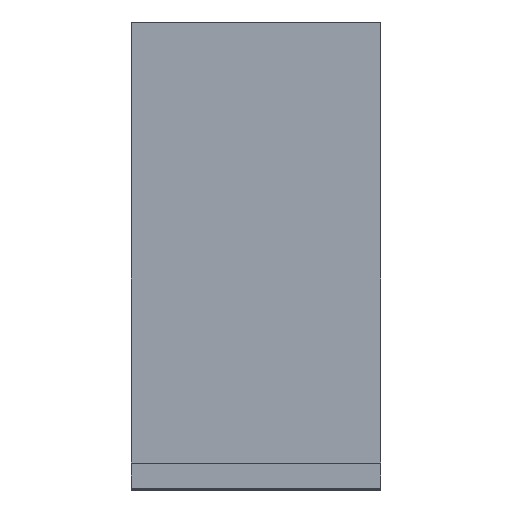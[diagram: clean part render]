
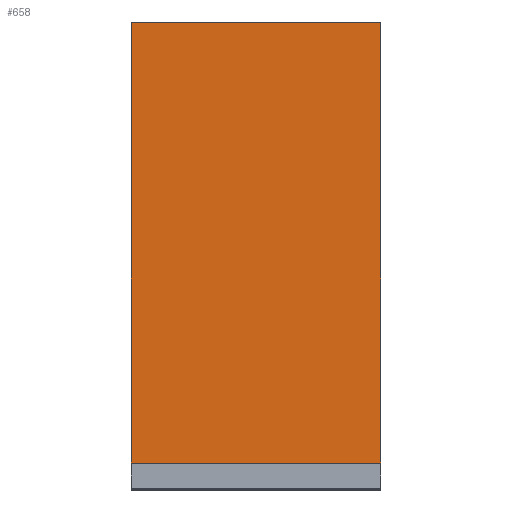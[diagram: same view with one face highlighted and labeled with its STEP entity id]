
A CAD part, top view. The second image highlights one B-rep face of the part: STEP entity #658.
In plain terms, the highlighted planar face has unit normal (0, 0, 1).
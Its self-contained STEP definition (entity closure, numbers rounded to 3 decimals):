
#41=FACE_OUTER_BOUND('',#78,.T.);
#78=EDGE_LOOP('',(#509,#510,#511,#512,#513,#514,#515,#516));
#104=LINE('',#917,#191);
#134=LINE('',#978,#221);
#160=LINE('',#1035,#247);
#161=LINE('',#1037,#248);
#162=LINE('',#1039,#249);
#163=LINE('',#1041,#250);
#164=LINE('',#1043,#251);
#165=LINE('',#1044,#252);
#191=VECTOR('',#748,10.);
#221=VECTOR('',#788,10.);
#247=VECTOR('',#834,5.76);
#248=VECTOR('',#835,10.);
#249=VECTOR('',#836,10.);
#250=VECTOR('',#837,10.);
#251=VECTOR('',#838,5.76);
#252=VECTOR('',#839,10.);
#278=VERTEX_POINT('',#914);
#279=VERTEX_POINT('',#916);
#302=VERTEX_POINT('',#969);
#326=VERTEX_POINT('',#1034);
#327=VERTEX_POINT('',#1036);
#328=VERTEX_POINT('',#1038);
#329=VERTEX_POINT('',#1040);
#330=VERTEX_POINT('',#1042);
#340=EDGE_CURVE('',#278,#279,#104,.T.);
#371=EDGE_CURVE('',#279,#302,#134,.T.);
#400=EDGE_CURVE('',#278,#326,#160,.T.);
#401=EDGE_CURVE('',#326,#327,#161,.T.);
#402=EDGE_CURVE('',#328,#327,#162,.T.);
#403=EDGE_CURVE('',#328,#329,#163,.T.);
#404=EDGE_CURVE('',#330,#329,#164,.T.);
#405=EDGE_CURVE('',#330,#302,#165,.T.);
#509=ORIENTED_EDGE('',*,*,#340,.F.);
#510=ORIENTED_EDGE('',*,*,#400,.T.);
#511=ORIENTED_EDGE('',*,*,#401,.T.);
#512=ORIENTED_EDGE('',*,*,#402,.F.);
#513=ORIENTED_EDGE('',*,*,#403,.T.);
#514=ORIENTED_EDGE('',*,*,#404,.F.);
#515=ORIENTED_EDGE('',*,*,#405,.T.);
#516=ORIENTED_EDGE('',*,*,#371,.F.);
#628=PLANE('',#718);
#658=ADVANCED_FACE('',(#41),#628,.T.);
#718=AXIS2_PLACEMENT_3D('',#1033,#832,#833);
#748=DIRECTION('',(0.,1.,0.));
#788=DIRECTION('',(1.,0.,0.));
#832=DIRECTION('center_axis',(0.,0.,
1.));
#833=DIRECTION('ref_axis',(0.,-1.,0.));
#834=DIRECTION('',(0.,-1.,0.));
#835=DIRECTION('',(0.,-1.,0.));
#836=DIRECTION('',(-1.,0.,0.));
#837=DIRECTION('',(0.,1.,0.));
#838=DIRECTION('',(0.,-1.,0.));
#839=DIRECTION('',(0.,1.,0.));
#914=CARTESIAN_POINT('',(-40.,67.,-45.));
#916=CARTESIAN_POINT('',(-40.,75.,-45.));
#917=CARTESIAN_POINT('',(-40.,20.488,-45.));
#969=CARTESIAN_POINT('',(0.,75.,-45.));
#978=CARTESIAN_POINT('',(-20.,75.,-45.));
#1033=CARTESIAN_POINT('Origin',(-20.,36.976,-45.));
#1034=CARTESIAN_POINT('',(-40.,8.,-45.));
#1035=CARTESIAN_POINT('',(-40.,-10.096,-45.));
#1036=CARTESIAN_POINT('',(-40.,4.,-45.));
#1037=CARTESIAN_POINT('',(-40.,20.488,-45.));
#1038=CARTESIAN_POINT('',(0.,4.,-45.));
#1039=CARTESIAN_POINT('',(-20.,4.,-45.));
#1040=CARTESIAN_POINT('',(0.,8.,-45.));
#1041=CARTESIAN_POINT('',(0.,22.488,-45.));
#1042=CARTESIAN_POINT('',(0.,67.,-45.));
#1043=CARTESIAN_POINT('',(0.,-10.096,-45.));
#1044=CARTESIAN_POINT('',(0.,22.488,-45.));
